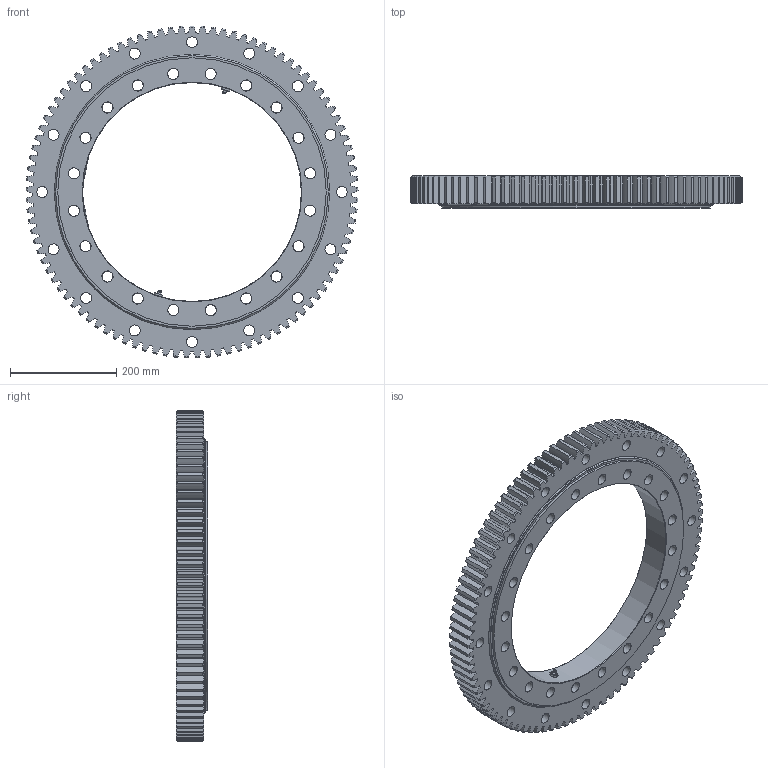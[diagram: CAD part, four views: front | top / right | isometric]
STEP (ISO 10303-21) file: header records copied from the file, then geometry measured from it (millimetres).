
FILE_DESCRIPTION(/* description */ (''),/* implementation_level */ '2;1');
FILE_NAME(/* name */ '30E.0508.25.001.stp',/* time_stamp */ '2025-06-04T14:12:41-04:00',/* author */ ('richard.potesta'),/* organization */ (''),/* preprocessor_version */ 'ST-DEVELOPER v20.1',/* originating_system */ 'Autodesk Inventor 2026',/* authorisation */ '');
FILE_SCHEMA (('AUTOMOTIVE_DESIGN { 1 0 10303 214 3 1 1 }'));
Length unit declared in the file: inch
Products named in the file (4): 30E.0508.25.001; 30E.0508.25.001_1; Spur Gears; HGF-11 Steel
Assembly tree (4 placements, depth 2):
  30E.0508.25.001
    30E.0508.25.001_1
    Spur Gears
    HGF-11 Steel  x2
Bounding box: 626.1 x 60.33 x 626.03 mm (x, y, z)
Volume: 7682569.1 mm3; surface area: 1126184.4 mm2
Topology: 7 solids, 7 shells, 909 faces, 2616 edges, 1728 vertices
Faces by surface type: cylinder 444, cone 258, torus 93, sphere 76, plane 36, bspline 2
Full cylindrical faces by diameter (mm): 1.587 x2, 2.778 x2, 20.65 x36, 28.575 x1, 28.588 x1, 412.75 x1, 498.259 x1, 498.284 x1, 506.222 x2, 508 x2, 509.778 x2, 517.716 x1, 517.741 x1
Entity records: 40478 total; most frequent: CARTESIAN_POINT 16961, ORIENTED_EDGE 5100, DIRECTION 4915, EDGE_CURVE 2550, AXIS2_PLACEMENT_3D 2208, VERTEX_POINT 1687, CIRCLE 1317, EDGE_LOOP 971
